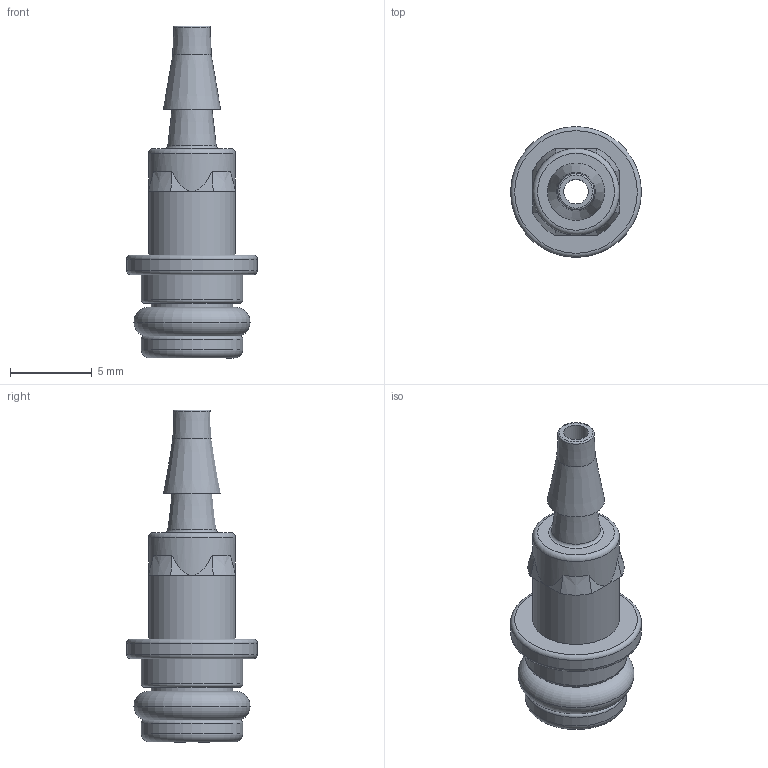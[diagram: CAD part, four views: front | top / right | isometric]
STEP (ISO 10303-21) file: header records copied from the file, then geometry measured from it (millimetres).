
FILE_DESCRIPTION(/* description */ (''),/* implementation_level */ '2;1');
FILE_NAME(/* name */ 'PCM-3.0.stp',/* time_stamp */ '2023-09-18T17:28:50+08:00',/* author */ (''),/* organization */ (''),/* preprocessor_version */ 'ST-DEVELOPER v16',/* originating_system */ 'SIEMENS PLM Software NX 10.0',/* authorisation */ '');
FILE_SCHEMA (('AUTOMOTIVE_DESIGN { 1 0 10303 214 3 1 1 1 }'));
Length unit declared in the file: millimetre
Products named in the file (1): Admi16F8F3C4yupv
Bounding box: 8 x 8 x 20.3 mm (x, y, z)
Volume: 330.4 mm3; surface area: 559 mm2
Topology: 1 solids, 1 shells, 46 faces, 93 edges, 55 vertices
Faces by surface type: plane 20, torus 11, cylinder 8, cone 7
Full cylindrical faces by diameter (mm): 1.5 x1, 2.6 x1, 5 x1, 5.3 x2, 6.2 x2, 7.997 x1
Entity records: 1078 total; most frequent: DIRECTION 200, CARTESIAN_POINT 185, ORIENTED_EDGE 130, AXIS2_PLACEMENT_3D 96, EDGE_LOOP 76, EDGE_CURVE 65, FACE_BOUND 60, VERTEX_POINT 49
